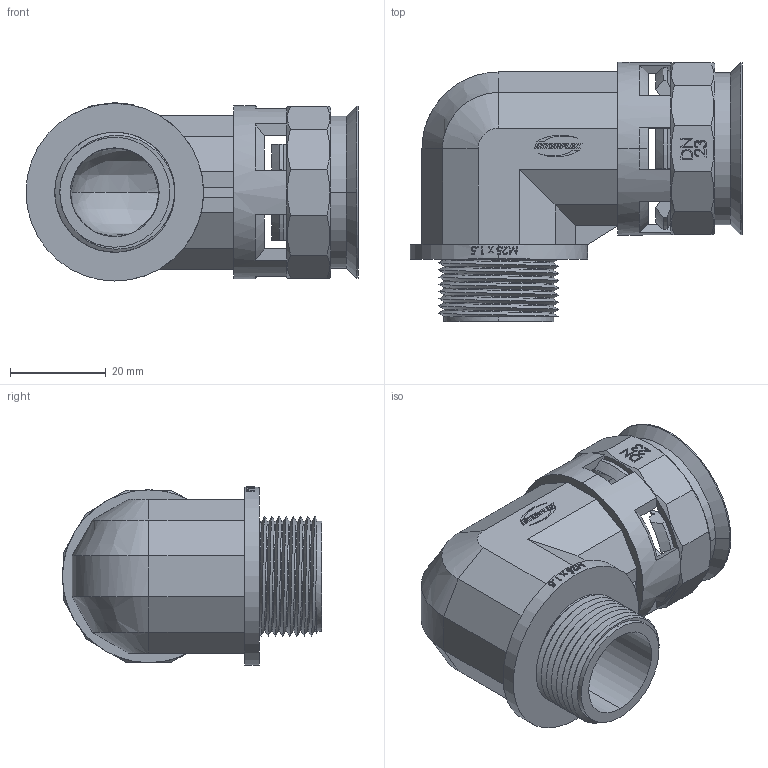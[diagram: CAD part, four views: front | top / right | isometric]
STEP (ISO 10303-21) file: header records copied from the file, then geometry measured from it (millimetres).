
FILE_DESCRIPTION (( 'STEP AP203' ), '1' );
FILE_NAME ('(NEC-23M25-)_I3040_0004_05_0.STEP', '2012-06-19T08:33:11', ( 'Llorenç' ), ( '' ), 'SwSTEP 2.0', 'SolidWorks 2007', '' );
FILE_SCHEMA (( 'CONFIG_CONTROL_DESIGN' ));
Length unit declared in the file: millimetre
Products named in the file (1): (NEC-23M25-)_I3040_0004_05_0
Bounding box: 69.17 x 54 x 37.1 mm (x, y, z)
Volume: 31965.9 mm3; surface area: 19562.6 mm2
Topology: 3 solids, 3 shells, 447 faces, 1243 edges, 814 vertices
Faces by surface type: plane 243, bspline 90, cylinder 73, cone 41
Entity records: 20434 total; most frequent: CARTESIAN_POINT 9766, ORIENTED_EDGE 2486, DIRECTION 1774, EDGE_CURVE 1243, VERTEX_POINT 814, VECTOR 652, LINE 652, AXIS2_PLACEMENT_3D 561
